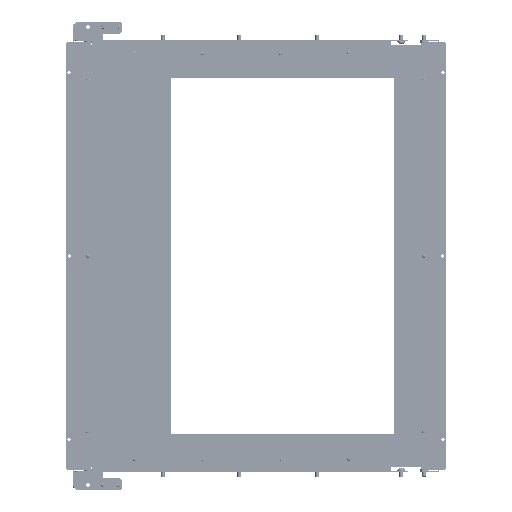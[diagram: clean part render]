
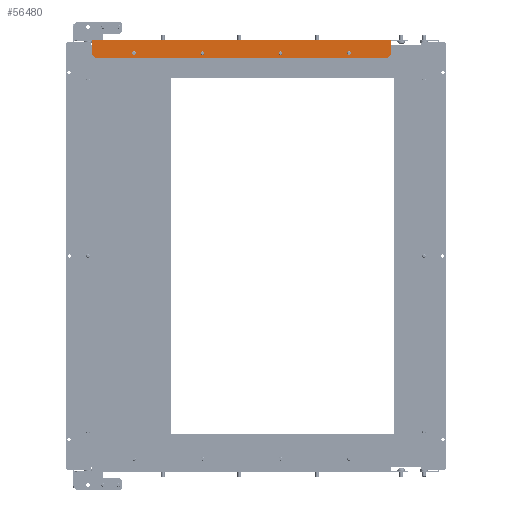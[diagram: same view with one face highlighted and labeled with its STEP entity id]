
A CAD part, left-side view. The second image highlights one B-rep face of the part: STEP entity #56480.
In plain terms, the highlighted planar face has unit normal (-1, 0, 0).
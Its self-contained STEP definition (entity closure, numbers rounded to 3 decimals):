
#110 = ORIENTED_EDGE ( 'NONE', *, *, #31009, .T. ) ;
#187 = DIRECTION ( 'NONE',  ( 0., 1., 0. ) ) ;
#2222 = CARTESIAN_POINT ( 'NONE',  ( -1649.503, 168.342, 0. ) ) ;
#2493 = VERTEX_POINT ( 'NONE', #9151 ) ;
#3255 = VERTEX_POINT ( 'NONE', #37049 ) ;
#3523 = CARTESIAN_POINT ( 'NONE',  ( -1649.503, -12.658, -22. ) ) ;
#3884 = CARTESIAN_POINT ( 'NONE',  ( -1649.503, -316.158, -29.5 ) ) ;
#4143 = EDGE_LOOP ( 'NONE', ( #44823, #116420 ) ) ;
#4278 = EDGE_CURVE ( 'NONE', #3255, #101979, #36359, .T. ) ;
#4593 = LINE ( 'NONE', #94464, #83008 ) ;
#5626 = AXIS2_PLACEMENT_3D ( 'NONE', #32666, #94287, #12342 ) ;
#7423 = VERTEX_POINT ( 'NONE', #63389 ) ;
#8762 = DIRECTION ( 'NONE',  ( 0., 1., 0. ) ) ;
#9151 = CARTESIAN_POINT ( 'NONE',  ( -1649.503, 168.342, -24.5 ) ) ;
#10098 = VERTEX_POINT ( 'NONE', #39524 ) ;
#10719 = CARTESIAN_POINT ( 'NONE',  ( -1649.503, -15.658, -22. ) ) ;
#11658 = CIRCLE ( 'NONE', #43104, 3. ) ;
#12342 = DIRECTION ( 'NONE',  ( 0., 1., 0. ) ) ;
#12719 = FACE_BOUND ( 'NONE', #4143, .T. ) ;
#13902 = ORIENTED_EDGE ( 'NONE', *, *, #65149, .T. ) ;
#14163 = ORIENTED_EDGE ( 'NONE', *, *, #44329, .T. ) ;
#15292 = CIRCLE ( 'NONE', #88636, 3. ) ;
#15707 = AXIS2_PLACEMENT_3D ( 'NONE', #111948, #24676, #62724 ) ;
#15759 = LINE ( 'NONE', #2222, #37522 ) ;
#16156 = CARTESIAN_POINT ( 'NONE',  ( -1649.503, -321.158, -2.5 ) ) ;
#16228 = VECTOR ( 'NONE', #60755, 1000. ) ;
#16954 = VERTEX_POINT ( 'NONE', #100707 ) ;
#17011 = CIRCLE ( 'NONE', #79940, 3. ) ;
#20597 = VERTEX_POINT ( 'NONE', #113778 ) ;
#23209 = VECTOR ( 'NONE', #187, 1000. ) ;
#24595 = VERTEX_POINT ( 'NONE', #3884 ) ;
#24676 = DIRECTION ( 'NONE',  ( -1., 0., 0. ) ) ;
#25840 = LINE ( 'NONE', #114423, #61593 ) ;
#25856 = ORIENTED_EDGE ( 'NONE', *, *, #104987, .F. ) ;
#26388 = DIRECTION ( 'NONE',  ( 0., 0., -1. ) ) ;
#27768 = CARTESIAN_POINT ( 'NONE',  ( -1649.503, -140.158, -22. ) ) ;
#28354 = DIRECTION ( 'NONE',  ( 0., 0., -1. ) ) ;
#31009 = EDGE_CURVE ( 'NONE', #10098, #2493, #56526, .T. ) ;
#32105 = ORIENTED_EDGE ( 'NONE', *, *, #76097, .T. ) ;
#32283 = EDGE_CURVE ( 'NONE', #114201, #54608, #17011, .T. ) ;
#32666 = CARTESIAN_POINT ( 'NONE',  ( -1649.503, -252.658, -22. ) ) ;
#33937 = EDGE_LOOP ( 'NONE', ( #63758, #102787 ) ) ;
#35475 = LINE ( 'NONE', #56429, #85791 ) ;
#36359 = CIRCLE ( 'NONE', #15707, 3. ) ;
#37049 = CARTESIAN_POINT ( 'NONE',  ( -1649.503, 96.877, -21.542 ) ) ;
#37522 = VECTOR ( 'NONE', #84626, 1000. ) ;
#38184 = CARTESIAN_POINT ( 'NONE',  ( -1649.503, -76.408, 0. ) ) ;
#39524 = CARTESIAN_POINT ( 'NONE',  ( -1649.503, 168.342, -2.5 ) ) ;
#40577 = CARTESIAN_POINT ( 'NONE',  ( -1649.503, -321.158, -2.5 ) ) ;
#40972 = EDGE_CURVE ( 'NONE', #101979, #3255, #15292, .T. ) ;
#43104 = AXIS2_PLACEMENT_3D ( 'NONE', #119142, #78474, #118491 ) ;
#44329 = EDGE_CURVE ( 'NONE', #128932, #70860, #119307, .T. ) ;
#44823 = ORIENTED_EDGE ( 'NONE', *, *, #32283, .F. ) ;
#45847 = EDGE_CURVE ( 'NONE', #2493, #95195, #121766, .T. ) ;
#46066 = PLANE ( 'NONE',  #57694 ) ;
#46214 = CARTESIAN_POINT ( 'NONE',  ( -1649.503, -252.658, -22. ) ) ;
#48187 = EDGE_CURVE ( 'NONE', #16954, #61486, #98235, .T. ) ;
#52110 = EDGE_CURVE ( 'NONE', #20597, #78205, #71514, .T. ) ;
#53568 = VECTOR ( 'NONE', #100937, 1000. ) ;
#53977 = DIRECTION ( 'NONE',  ( -1., 0., 0. ) ) ;
#54608 = VERTEX_POINT ( 'NONE', #63961 ) ;
#55052 = DIRECTION ( 'NONE',  ( 0., -0.707, 0.707 ) ) ;
#55230 = CARTESIAN_POINT ( 'NONE',  ( -1649.503, 168.342, 0. ) ) ;
#56429 = CARTESIAN_POINT ( 'NONE',  ( -1649.503, -321.158, 0. ) ) ;
#56480 = ADVANCED_FACE ( 'NONE', ( #12719, #64465, #104502, #77531, #128031 ), #46066, .F. ) ;
#56526 = LINE ( 'NONE', #55230, #121442 ) ;
#57694 = AXIS2_PLACEMENT_3D ( 'NONE', #38184, #86102, #28354 ) ;
#59843 = CARTESIAN_POINT ( 'NONE',  ( -1649.503, -76.408, 0. ) ) ;
#60755 = DIRECTION ( 'NONE',  ( 0., -0.707, -0.707 ) ) ;
#61486 = VERTEX_POINT ( 'NONE', #10719 ) ;
#61593 = VECTOR ( 'NONE', #106502, 1000. ) ;
#62724 = DIRECTION ( 'NONE',  ( 0., 1., 0. ) ) ;
#63389 = CARTESIAN_POINT ( 'NONE',  ( -1649.503, -321.158, -24.5 ) ) ;
#63758 = ORIENTED_EDGE ( 'NONE', *, *, #48187, .F. ) ;
#63961 = CARTESIAN_POINT ( 'NONE',  ( -1649.503, -253.867, -19.254 ) ) ;
#64465 = FACE_BOUND ( 'NONE', #97739, .T. ) ;
#65149 = EDGE_CURVE ( 'NONE', #95195, #24595, #25840, .T. ) ;
#66892 = ORIENTED_EDGE ( 'NONE', *, *, #52110, .F. ) ;
#66895 = DIRECTION ( 'NONE',  ( 0., 1., 0. ) ) ;
#67520 = VERTEX_POINT ( 'NONE', #68618 ) ;
#67529 = DIRECTION ( 'NONE',  ( -1., 0., 0. ) ) ;
#67854 = AXIS2_PLACEMENT_3D ( 'NONE', #3523, #53977, #94020 ) ;
#68618 = CARTESIAN_POINT ( 'NONE',  ( -1649.503, 168.342, 0. ) ) ;
#69312 = CARTESIAN_POINT ( 'NONE',  ( -1649.503, 58.217, -134.625 ) ) ;
#70860 = VERTEX_POINT ( 'NONE', #102928 ) ;
#71514 = CIRCLE ( 'NONE', #94555, 3. ) ;
#75469 = CARTESIAN_POINT ( 'NONE',  ( -1649.503, 99.842, -22. ) ) ;
#75480 = CARTESIAN_POINT ( 'NONE',  ( -1649.503, -12.658, -22. ) ) ;
#76097 = EDGE_CURVE ( 'NONE', #70860, #67520, #120183, .T. ) ;
#77401 = DIRECTION ( 'NONE',  ( 0., 0., 1. ) ) ;
#77485 = CARTESIAN_POINT ( 'NONE',  ( -1649.503, 102.807, -22.458 ) ) ;
#77531 = FACE_BOUND ( 'NONE', #33937, .T. ) ;
#77611 = DIRECTION ( 'NONE',  ( -1., 0., 0. ) ) ;
#78205 = VERTEX_POINT ( 'NONE', #109770 ) ;
#78474 = DIRECTION ( 'NONE',  ( -1., 0., 0. ) ) ;
#79940 = AXIS2_PLACEMENT_3D ( 'NONE', #46214, #96117, #86250 ) ;
#83008 = VECTOR ( 'NONE', #55052, 1000. ) ;
#84626 = DIRECTION ( 'NONE',  ( 0., 0., 1. ) ) ;
#85791 = VECTOR ( 'NONE', #77401, 1000. ) ;
#86102 = DIRECTION ( 'NONE',  ( 1., 0., 0. ) ) ;
#86250 = DIRECTION ( 'NONE',  ( 0., 1., 0. ) ) ;
#86840 = EDGE_LOOP ( 'NONE', ( #87082, #124065 ) ) ;
#87082 = ORIENTED_EDGE ( 'NONE', *, *, #40972, .F. ) ;
#88636 = AXIS2_PLACEMENT_3D ( 'NONE', #75469, #67529, #115477 ) ;
#90492 = ORIENTED_EDGE ( 'NONE', *, *, #108045, .T. ) ;
#94020 = DIRECTION ( 'NONE',  ( 0., 1., 0. ) ) ;
#94287 = DIRECTION ( 'NONE',  ( -1., 0., 0. ) ) ;
#94464 = CARTESIAN_POINT ( 'NONE',  ( -1649.503, -211.033, -134.625 ) ) ;
#94555 = AXIS2_PLACEMENT_3D ( 'NONE', #27768, #77611, #8762 ) ;
#95195 = VERTEX_POINT ( 'NONE', #120101 ) ;
#95224 = EDGE_CURVE ( 'NONE', #24595, #7423, #4593, .T. ) ;
#96117 = DIRECTION ( 'NONE',  ( -1., 0., 0. ) ) ;
#97739 = EDGE_LOOP ( 'NONE', ( #100271, #66892 ) ) ;
#98235 = CIRCLE ( 'NONE', #106632, 3. ) ;
#99398 = EDGE_CURVE ( 'NONE', #78205, #20597, #11658, .T. ) ;
#100121 = ORIENTED_EDGE ( 'NONE', *, *, #45847, .T. ) ;
#100271 = ORIENTED_EDGE ( 'NONE', *, *, #99398, .F. ) ;
#100707 = CARTESIAN_POINT ( 'NONE',  ( -1649.503, -9.658, -22. ) ) ;
#100937 = DIRECTION ( 'NONE',  ( 0., 0., 1. ) ) ;
#101979 = VERTEX_POINT ( 'NONE', #77485 ) ;
#102787 = ORIENTED_EDGE ( 'NONE', *, *, #113518, .F. ) ;
#102928 = CARTESIAN_POINT ( 'NONE',  ( -1649.503, -321.158, 0. ) ) ;
#104502 = FACE_BOUND ( 'NONE', #86840, .T. ) ;
#104987 = EDGE_CURVE ( 'NONE', #10098, #67520, #15759, .T. ) ;
#106169 = CIRCLE ( 'NONE', #5626, 3. ) ;
#106502 = DIRECTION ( 'NONE',  ( 0., -1., 0. ) ) ;
#106632 = AXIS2_PLACEMENT_3D ( 'NONE', #75480, #115488, #66895 ) ;
#108045 = EDGE_CURVE ( 'NONE', #7423, #128932, #35475, .T. ) ;
#109770 = CARTESIAN_POINT ( 'NONE',  ( -1649.503, -137.158, -22. ) ) ;
#111948 = CARTESIAN_POINT ( 'NONE',  ( -1649.503, 99.842, -22. ) ) ;
#112107 = CARTESIAN_POINT ( 'NONE',  ( -1649.503, -251.449, -24.746 ) ) ;
#113518 = EDGE_CURVE ( 'NONE', #61486, #16954, #124417, .T. ) ;
#113778 = CARTESIAN_POINT ( 'NONE',  ( -1649.503, -143.158, -22. ) ) ;
#114201 = VERTEX_POINT ( 'NONE', #112107 ) ;
#114423 = CARTESIAN_POINT ( 'NONE',  ( -1649.503, -76.408, -29.5 ) ) ;
#115477 = DIRECTION ( 'NONE',  ( 0., 1., 0. ) ) ;
#115488 = DIRECTION ( 'NONE',  ( -1., 0., 0. ) ) ;
#115948 = ORIENTED_EDGE ( 'NONE', *, *, #95224, .T. ) ;
#116420 = ORIENTED_EDGE ( 'NONE', *, *, #122451, .F. ) ;
#116770 = EDGE_LOOP ( 'NONE', ( #90492, #14163, #32105, #25856, #110, #100121, #13902, #115948 ) ) ;
#118491 = DIRECTION ( 'NONE',  ( 0., 1., 0. ) ) ;
#119142 = CARTESIAN_POINT ( 'NONE',  ( -1649.503, -140.158, -22. ) ) ;
#119307 = LINE ( 'NONE', #40577, #53568 ) ;
#120101 = CARTESIAN_POINT ( 'NONE',  ( -1649.503, 163.342, -29.5 ) ) ;
#120183 = LINE ( 'NONE', #59843, #23209 ) ;
#121442 = VECTOR ( 'NONE', #26388, 1000. ) ;
#121766 = LINE ( 'NONE', #69312, #16228 ) ;
#122451 = EDGE_CURVE ( 'NONE', #54608, #114201, #106169, .T. ) ;
#124065 = ORIENTED_EDGE ( 'NONE', *, *, #4278, .F. ) ;
#124417 = CIRCLE ( 'NONE', #67854, 3. ) ;
#128031 = FACE_OUTER_BOUND ( 'NONE', #116770, .T. ) ;
#128932 = VERTEX_POINT ( 'NONE', #16156 ) ;
